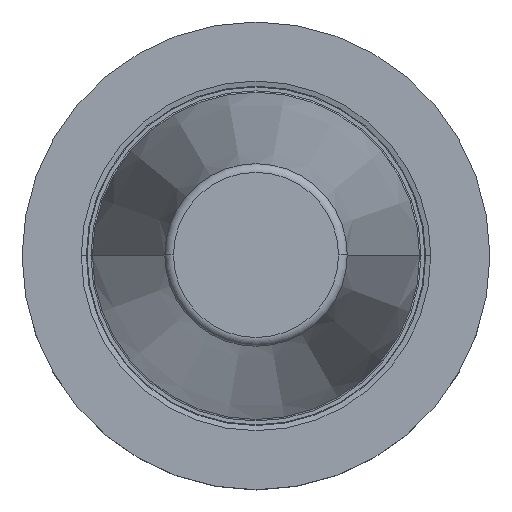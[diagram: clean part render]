
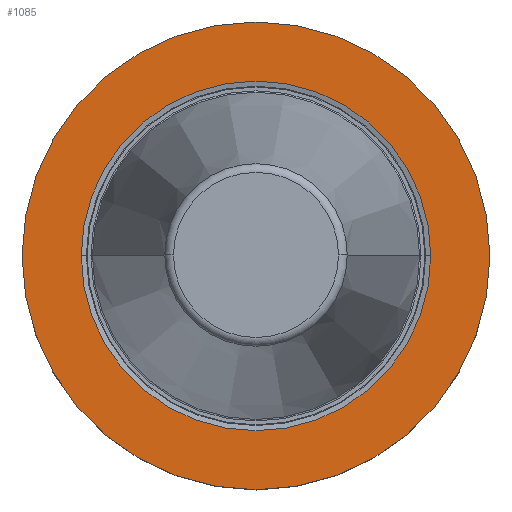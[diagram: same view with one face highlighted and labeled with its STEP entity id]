
A CAD part, top view. The second image highlights one B-rep face of the part: STEP entity #1085.
In plain terms, the highlighted planar face has unit normal (0, 0, 1).
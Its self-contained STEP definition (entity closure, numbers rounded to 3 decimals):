
#112=CARTESIAN_POINT('',(0.,0.,-3.2));
#113=DIRECTION('',(0.,0.,1.));
#114=DIRECTION('',(1.,0.,0.));
#115=AXIS2_PLACEMENT_3D('',#112,#113,#114);
#120=CARTESIAN_POINT('',(0.,0.,-3.2));
#121=DIRECTION('',(0.,0.,-1.));
#122=DIRECTION('',(1.,0.,0.));
#123=AXIS2_PLACEMENT_3D('',#120,#121,#122);
#128=CARTESIAN_POINT('',(0.,0.,-3.2));
#129=DIRECTION('',(0.,0.,1.));
#130=DIRECTION('',(1.,0.,0.));
#131=AXIS2_PLACEMENT_3D('',#128,#129,#130);
#136=CARTESIAN_POINT('',(0.,0.,-3.2));
#137=DIRECTION('',(0.,0.,1.));
#138=DIRECTION('',(-1.,0.,0.));
#139=AXIS2_PLACEMENT_3D('',#136,#137,#138);
#902=CARTESIAN_POINT('',(31.775,0.,-3.2));
#903=CARTESIAN_POINT('',(-31.775,0.,-3.2));
#904=VERTEX_POINT('',#902);
#905=VERTEX_POINT('',#903);
#968=CARTESIAN_POINT('',(23.746,0.,-3.2));
#969=VERTEX_POINT('',#968);
#972=CARTESIAN_POINT('',(-23.746,0.,-3.2));
#973=VERTEX_POINT('',#972);
#1070=CARTESIAN_POINT('',(0.,0.,-3.2));
#1071=DIRECTION('',(0.,0.,-1.));
#1072=DIRECTION('',(-1.,0.,0.));
#1073=AXIS2_PLACEMENT_3D('',#1070,#1071,#1072);
#1074=PLANE('',#1073);
#1075=ORIENTED_EDGE('',*,*,#1050,.F.);
#1076=ORIENTED_EDGE('',*,*,#991,.T.);
#1077=EDGE_LOOP('',(#1075,#1076));
#1078=FACE_OUTER_BOUND('',#1077,.F.);
#1080=ORIENTED_EDGE('',*,*,#1079,.T.);
#1082=ORIENTED_EDGE('',*,*,#1081,.T.);
#1083=EDGE_LOOP('',(#1080,#1082));
#1084=FACE_BOUND('',#1083,.F.);
#1085=ADVANCED_FACE('',(#1078,#1084),#1074,.F.);
#116=CIRCLE('',#115,31.775);
#124=CIRCLE('',#123,31.775);
#132=CIRCLE('',#131,23.746);
#140=CIRCLE('',#139,23.746);
#991=EDGE_CURVE('',#904,#905,#124,.T.);
#1050=EDGE_CURVE('',#904,#905,#116,.T.);
#1079=EDGE_CURVE('',#969,#973,#132,.T.);
#1081=EDGE_CURVE('',#973,#969,#140,.T.);
